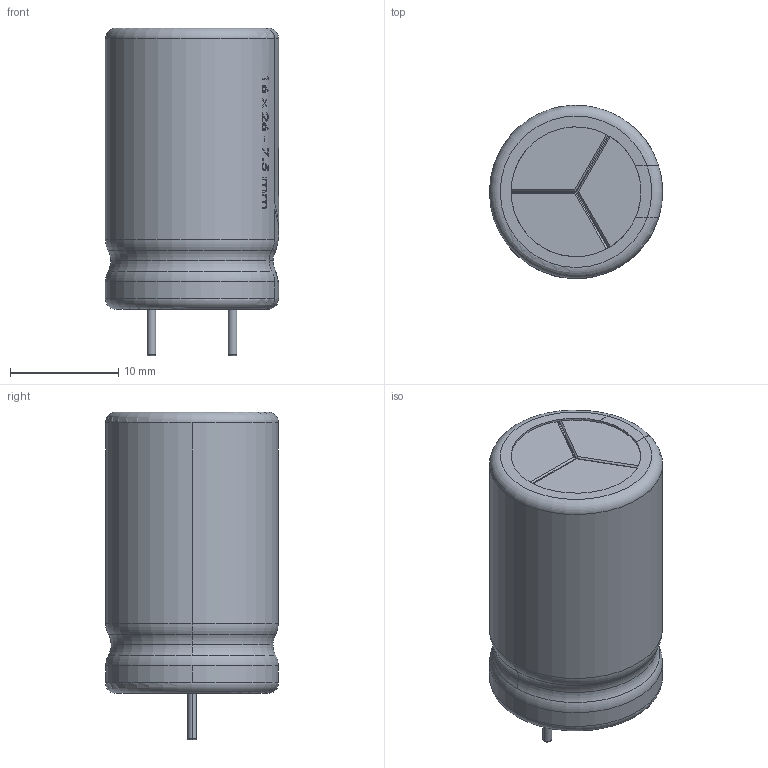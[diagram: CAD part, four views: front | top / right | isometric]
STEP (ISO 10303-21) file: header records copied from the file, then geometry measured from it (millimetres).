
FILE_DESCRIPTION (( 'STEP AP214' ), '1' );
FILE_NAME ('User Library-Cap-EL(16x26-7.5).STEP', '2020-02-08T06:50:25', ( '' ), ( '' ), 'SwSTEP 2.0', 'SolidWorks 2019', '' );
FILE_SCHEMA (( 'AUTOMOTIVE_DESIGN' ));
Length unit declared in the file: millimetre
Products named in the file (1): User Library-Cap-EL(16x26-7.5)
Bounding box: 16 x 15.98 x 30.3 mm (x, y, z)
Volume: 2335.9 mm3; surface area: 2863.2 mm2
Topology: 1 solids, 2 shells, 416 faces, 1086 edges, 719 vertices
Faces by surface type: plane 192, bspline 146, cylinder 60, torus 18
Entity records: 27864 total; most frequent: CARTESIAN_POINT 14215, ORIENTED_EDGE 2172, DIRECTION 1358, EDGE_CURVE 1086, VERTEX_POINT 719, AXIS2_PLACEMENT_3D 490, B_SPLINE_CURVE_WITH_KNOTS 481, EDGE_LOOP 461
